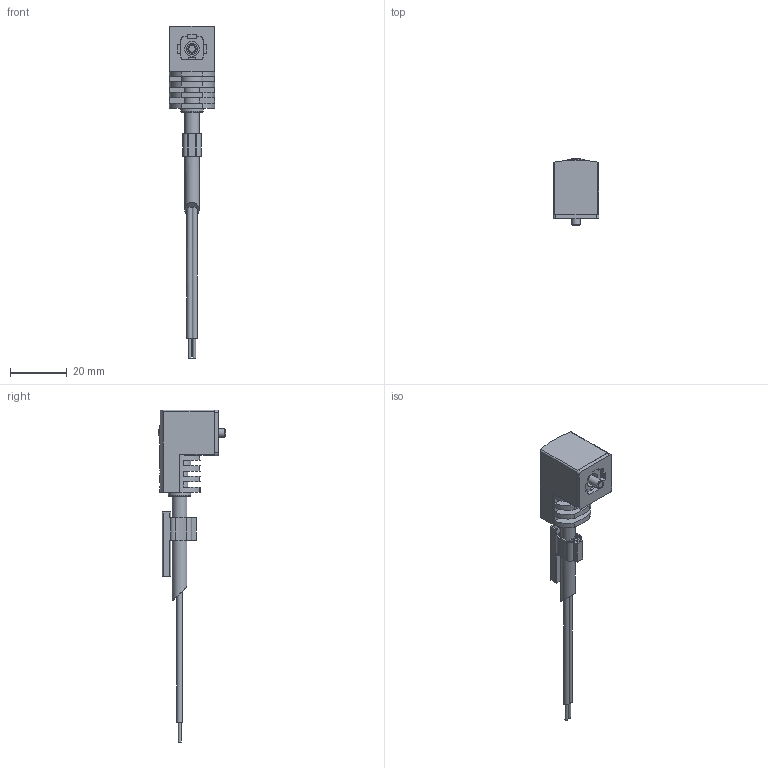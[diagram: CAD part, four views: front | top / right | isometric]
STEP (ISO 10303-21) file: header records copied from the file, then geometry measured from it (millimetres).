
FILE_DESCRIPTION(/* description */ ('STEP AP214'),/* implementation_level */ '2;1');
FILE_NAME(/* name */ '30943_KME-1-24-2_5-LED',/* time_stamp */ '2024-08-29T16:50:02+02:00',/* author */ ('License CC BY-ND 4.0'),/* organization */ ('CADENAS'),/* preprocessor_version */ 'ST-DEVELOPER v19.3',/* originating_system */ 'PARTsolutions',/* authorisation */ ' ');
FILE_SCHEMA (('AUTOMOTIVE_DESIGN {1 0 10303 214 3 1 1}'));
Length unit declared in the file: millimetre
Products named in the file (3): 30943 KME-1-24DC-2,5-LED; 30943 KME-1-24DC-2,5-LED-p; 1051830 ASCF-M-23-C DM 4.0-5.6
Assembly tree (2 placements, depth 2):
  30943 KME-1-24DC-2,5-LED
    30943 KME-1-24DC-2,5-LED-p
    1051830 ASCF-M-23-C DM 4.0-5.6
Bounding box: 16.2 x 23.85 x 117.51 mm (x, y, z)
Volume: 8600.9 mm3; surface area: 5865.3 mm2
Topology: 2 solids, 2 shells, 239 faces, 648 edges, 425 vertices
Faces by surface type: plane 159, cylinder 77, sphere 1, torus 1, cone 1
Full cylindrical faces by diameter (mm): 1 x2, 3 x1, 3.9 x1, 5 x1, 5.2 x2, 8 x1
Entity records: 8616 total; most frequent: CARTESIAN_POINT 1322, DIRECTION 1316, ORIENTED_EDGE 1270, EDGE_CURVE 635, AXIS2_PLACEMENT_3D 444, LINE 428, VECTOR 428, VERTEX_POINT 423
